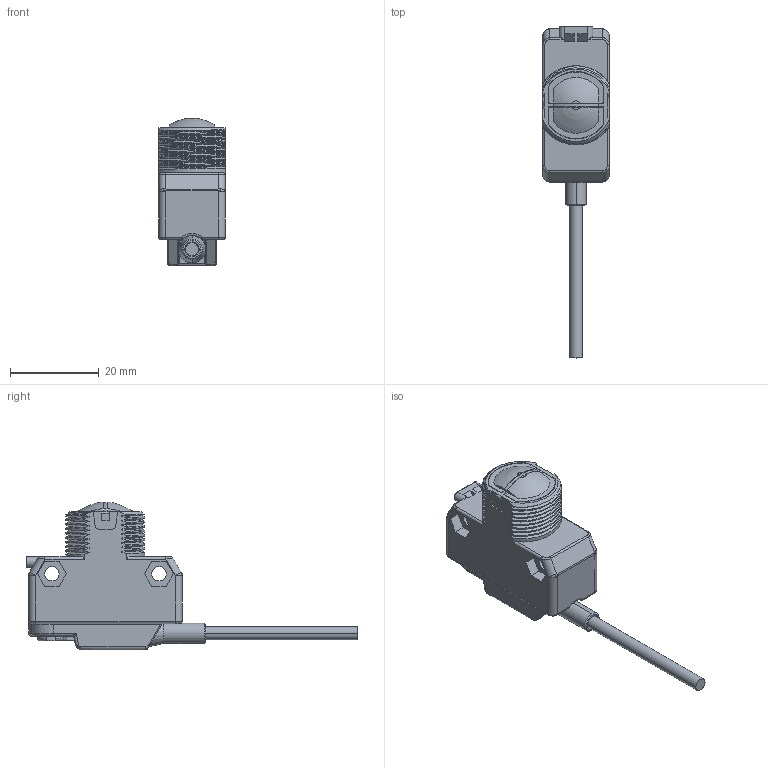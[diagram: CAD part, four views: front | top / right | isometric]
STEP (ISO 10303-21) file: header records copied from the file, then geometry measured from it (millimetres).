
FILE_DESCRIPTION((''),'2;1');
FILE_NAME('139703_SW','2008-05-07T',('banengservice'),('BANNER ENGINEERING'),'PRO/ENGINEER BY PARAMETRIC TECHNOLOGY CORPORATION, 2006170','PRO/ENGINEER BY PARAMETRIC TECHNOLOGY CORPORATION, 2006170','');
FILE_SCHEMA(('CONFIG_CONTROL_DESIGN'));
Length unit declared in the file: inch
Products named in the file (1): 139703_SW
Bounding box: 15 x 74.71 x 33.2 mm (x, y, z)
Volume: 6793.8 mm3; surface area: 9030.3 mm2
Topology: 2 solids, 2 shells, 913 faces, 2329 edges, 1457 vertices
Faces by surface type: plane 440, cylinder 259, bspline 116, torus 55, cone 27, sphere 10, revolution 6
Entity records: 34498 total; most frequent: CARTESIAN_POINT 13061, ORIENTED_EDGE 4646, DIRECTION 4149, EDGE_CURVE 2323, VERTEX_POINT 1457, VECTOR 1385, LINE 1385, AXIS2_PLACEMENT_3D 1379
